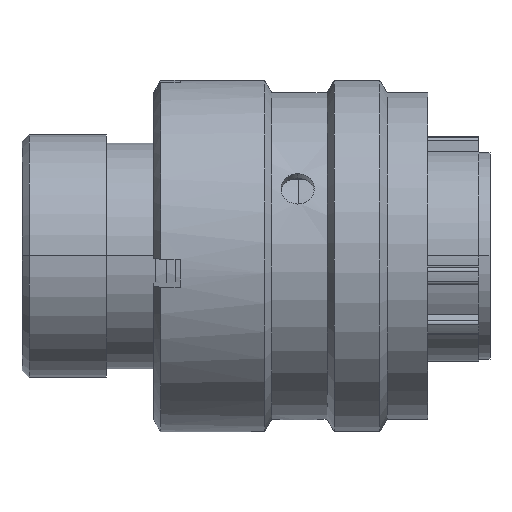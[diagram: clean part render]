
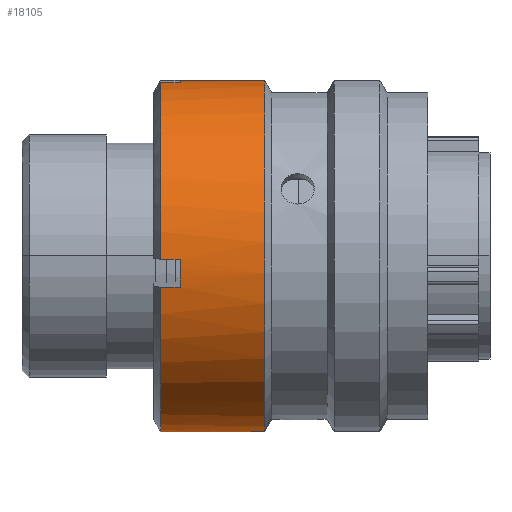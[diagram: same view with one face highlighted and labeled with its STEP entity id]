
A CAD part, top view. The second image highlights one B-rep face of the part: STEP entity #18105.
In plain terms, the highlighted cylindrical face has radius 12.55 mm (diameter 25.1 mm), a partial arc.
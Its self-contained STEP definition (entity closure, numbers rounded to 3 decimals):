
#439 = CARTESIAN_POINT ( 'NONE',  ( 9.878, 0., 0. ) ) ;
#652 = DIRECTION ( 'NONE',  ( -1., 0., 0. ) ) ;
#954 = AXIS2_PLACEMENT_3D ( 'NONE', #29070, #14507, #24285 ) ;
#1044 = CIRCLE ( 'NONE', #11610, 12.55 ) ;
#1385 = CYLINDRICAL_SURFACE ( 'NONE', #954, 12.55 ) ;
#1427 = AXIS2_PLACEMENT_3D ( 'NONE', #27103, #12483, #29540 ) ;
#2198 = VECTOR ( 'NONE', #17587, 1000. ) ;
#2902 = DIRECTION ( 'NONE',  ( 0., 0.995, 0.1 ) ) ;
#3124 = CARTESIAN_POINT ( 'NONE',  ( 28.928, -2.247, 12.347 ) ) ;
#3267 = EDGE_LOOP ( 'NONE', ( #6624, #25521, #19530, #26378, #17772, #6835, #10893, #12295, #14683, #8821, #14595, #11469 ) ) ;
#3593 = DIRECTION ( 'NONE',  ( 1., 0., 0. ) ) ;
#5425 = CARTESIAN_POINT ( 'NONE',  ( 11.278, 0., 0. ) ) ;
#5464 = DIRECTION ( 'NONE',  ( 1., 0., 0. ) ) ;
#6404 = CARTESIAN_POINT ( 'NONE',  ( 28.928, -12.487, -1.256 ) ) ;
#6605 = CARTESIAN_POINT ( 'NONE',  ( 11.278, -12.487, -1.256 ) ) ;
#6624 = ORIENTED_EDGE ( 'NONE', *, *, #26290, .T. ) ;
#6651 = LINE ( 'NONE', #7911, #24527 ) ;
#6748 = DIRECTION ( 'NONE',  ( -1., 0., 0. ) ) ;
#6835 = ORIENTED_EDGE ( 'NONE', *, *, #23544, .T. ) ;
#6846 = CARTESIAN_POINT ( 'NONE',  ( 28.928, -0.257, 12.547 ) ) ;
#7684 = CARTESIAN_POINT ( 'NONE',  ( 11.278, -2.247, 12.347 ) ) ;
#7869 = DIRECTION ( 'NONE',  ( 0., -0.995, -0.1 ) ) ;
#7911 = CARTESIAN_POINT ( 'NONE',  ( 28.928, -12.547, -0.257 ) ) ;
#8507 = EDGE_CURVE ( 'NONE', #30120, #28827, #1044, .T. ) ;
#8560 = DIRECTION ( 'NONE',  ( 1., 0., 0. ) ) ;
#8821 = ORIENTED_EDGE ( 'NONE', *, *, #20609, .T. ) ;
#9148 = VERTEX_POINT ( 'NONE', #28650 ) ;
#9509 = LINE ( 'NONE', #6404, #28183 ) ;
#9564 = AXIS2_PLACEMENT_3D ( 'NONE', #5425, #22427, #7869 ) ;
#9664 = CARTESIAN_POINT ( 'NONE',  ( 9.878, -2.247, 12.347 ) ) ;
#10045 = VERTEX_POINT ( 'NONE', #13490 ) ;
#10592 = AXIS2_PLACEMENT_3D ( 'NONE', #24662, #8560, #17080 ) ;
#10804 = AXIS2_PLACEMENT_3D ( 'NONE', #18124, #3593, #20574 ) ;
#10893 = ORIENTED_EDGE ( 'NONE', *, *, #19478, .T. ) ;
#11119 = VECTOR ( 'NONE', #6748, 1000. ) ;
#11469 = ORIENTED_EDGE ( 'NONE', *, *, #14128, .T. ) ;
#11610 = AXIS2_PLACEMENT_3D ( 'NONE', #13803, #30817, #16263 ) ;
#12295 = ORIENTED_EDGE ( 'NONE', *, *, #20317, .T. ) ;
#12334 = CIRCLE ( 'NONE', #24918, 12.55 ) ;
#12366 = LINE ( 'NONE', #6846, #31036 ) ;
#12483 = DIRECTION ( 'NONE',  ( 1., 0., 0. ) ) ;
#13490 = CARTESIAN_POINT ( 'NONE',  ( 11.278, 12.487, 1.256 ) ) ;
#13803 = CARTESIAN_POINT ( 'NONE',  ( 17.298, 0., 0. ) ) ;
#14128 = EDGE_CURVE ( 'NONE', #20929, #23321, #6651, .T. ) ;
#14253 = CARTESIAN_POINT ( 'NONE',  ( 11.278, 12.347, 2.247 ) ) ;
#14507 = DIRECTION ( 'NONE',  ( 1., 0., 0. ) ) ;
#14595 = ORIENTED_EDGE ( 'NONE', *, *, #16553, .T. ) ;
#14673 = CARTESIAN_POINT ( 'NONE',  ( 9.878, -0.257, 12.547 ) ) ;
#14683 = ORIENTED_EDGE ( 'NONE', *, *, #19524, .T. ) ;
#14779 = VERTEX_POINT ( 'NONE', #14253 ) ;
#16263 = DIRECTION ( 'NONE',  ( 0., 0.995, 0.1 ) ) ;
#16553 = EDGE_CURVE ( 'NONE', #24265, #20929, #12334, .T. ) ;
#17062 = VERTEX_POINT ( 'NONE', #7684 ) ;
#17080 = DIRECTION ( 'NONE',  ( 0., -0.1, 0.995 ) ) ;
#17456 = DIRECTION ( 'NONE',  ( 1., 0., 0. ) ) ;
#17587 = DIRECTION ( 'NONE',  ( 1., 0., 0. ) ) ;
#17772 = ORIENTED_EDGE ( 'NONE', *, *, #24328, .T. ) ;
#18105 = ADVANCED_FACE ( 'NONE', ( #23091 ), #1385, .T. ) ;
#18124 = CARTESIAN_POINT ( 'NONE',  ( 11.278, 0., 0. ) ) ;
#18611 = VERTEX_POINT ( 'NONE', #14673 ) ;
#19325 = CARTESIAN_POINT ( 'NONE',  ( 9.878, 12.347, 2.247 ) ) ;
#19478 = EDGE_CURVE ( 'NONE', #30389, #18611, #21402, .T. ) ;
#19524 = EDGE_CURVE ( 'NONE', #9148, #17062, #31266, .T. ) ;
#19530 = ORIENTED_EDGE ( 'NONE', *, *, #8507, .F. ) ;
#20055 = LINE ( 'NONE', #29700, #2198 ) ;
#20317 = EDGE_CURVE ( 'NONE', #18611, #9148, #12366, .T. ) ;
#20360 = CARTESIAN_POINT ( 'NONE',  ( 11.278, -12.547, -0.257 ) ) ;
#20574 = DIRECTION ( 'NONE',  ( 0., 0.1, -0.995 ) ) ;
#20609 = EDGE_CURVE ( 'NONE', #17062, #24265, #27229, .T. ) ;
#20929 = VERTEX_POINT ( 'NONE', #23612 ) ;
#20934 = VERTEX_POINT ( 'NONE', #6605 ) ;
#21077 = CARTESIAN_POINT ( 'NONE',  ( 17.298, -12.487, -1.256 ) ) ;
#21402 = CIRCLE ( 'NONE', #1427, 12.55 ) ;
#22239 = EDGE_CURVE ( 'NONE', #20934, #28827, #9509, .T. ) ;
#22427 = DIRECTION ( 'NONE',  ( 1., 0., 0. ) ) ;
#22870 = CIRCLE ( 'NONE', #10592, 12.55 ) ;
#23091 = FACE_OUTER_BOUND ( 'NONE', #3267, .T. ) ;
#23321 = VERTEX_POINT ( 'NONE', #20360 ) ;
#23544 = EDGE_CURVE ( 'NONE', #14779, #30389, #24058, .T. ) ;
#23612 = CARTESIAN_POINT ( 'NONE',  ( 9.878, -12.547, -0.257 ) ) ;
#24058 = LINE ( 'NONE', #30763, #11119 ) ;
#24265 = VERTEX_POINT ( 'NONE', #9664 ) ;
#24285 = DIRECTION ( 'NONE',  ( 0., 0.995, 0.1 ) ) ;
#24328 = EDGE_CURVE ( 'NONE', #10045, #14779, #22870, .T. ) ;
#24527 = VECTOR ( 'NONE', #5464, 1000. ) ;
#24662 = CARTESIAN_POINT ( 'NONE',  ( 11.278, 0., 0. ) ) ;
#24918 = AXIS2_PLACEMENT_3D ( 'NONE', #439, #17456, #2902 ) ;
#25120 = EDGE_CURVE ( 'NONE', #10045, #30120, #20055, .T. ) ;
#25521 = ORIENTED_EDGE ( 'NONE', *, *, #22239, .T. ) ;
#26290 = EDGE_CURVE ( 'NONE', #23321, #20934, #29382, .T. ) ;
#26303 = DIRECTION ( 'NONE',  ( 1., 0., 0. ) ) ;
#26378 = ORIENTED_EDGE ( 'NONE', *, *, #25120, .F. ) ;
#26457 = VECTOR ( 'NONE', #652, 1000. ) ;
#27103 = CARTESIAN_POINT ( 'NONE',  ( 9.878, 0., 0. ) ) ;
#27229 = LINE ( 'NONE', #3124, #26457 ) ;
#28183 = VECTOR ( 'NONE', #30632, 1000. ) ;
#28650 = CARTESIAN_POINT ( 'NONE',  ( 11.278, -0.257, 12.547 ) ) ;
#28827 = VERTEX_POINT ( 'NONE', #21077 ) ;
#29070 = CARTESIAN_POINT ( 'NONE',  ( 28.928, 0., 0. ) ) ;
#29382 = CIRCLE ( 'NONE', #10804, 12.55 ) ;
#29540 = DIRECTION ( 'NONE',  ( 0., 0.995, 0.1 ) ) ;
#29700 = CARTESIAN_POINT ( 'NONE',  ( 28.928, 12.487, 1.256 ) ) ;
#30120 = VERTEX_POINT ( 'NONE', #30303 ) ;
#30303 = CARTESIAN_POINT ( 'NONE',  ( 17.298, 12.487, 1.256 ) ) ;
#30389 = VERTEX_POINT ( 'NONE', #19325 ) ;
#30632 = DIRECTION ( 'NONE',  ( 1., 0., 0. ) ) ;
#30763 = CARTESIAN_POINT ( 'NONE',  ( 28.928, 12.347, 2.247 ) ) ;
#30817 = DIRECTION ( 'NONE',  ( 1., 0., 0. ) ) ;
#31036 = VECTOR ( 'NONE', #26303, 1000. ) ;
#31266 = CIRCLE ( 'NONE', #9564, 12.55 ) ;
